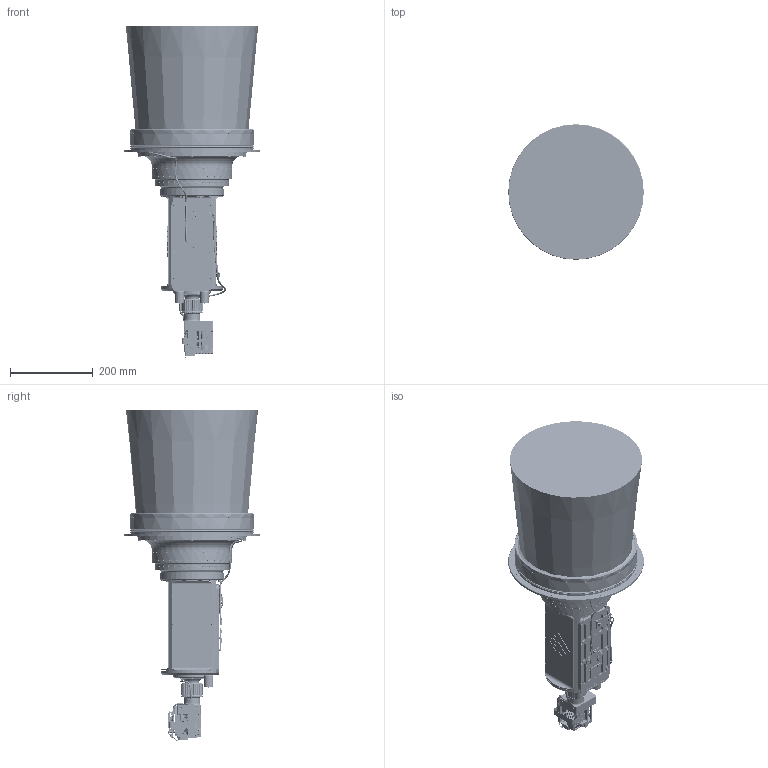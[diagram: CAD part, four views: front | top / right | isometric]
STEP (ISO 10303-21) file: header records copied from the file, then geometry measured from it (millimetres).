
FILE_DESCRIPTION (( 'STEP AP214' ), '1' );
FILE_NAME ('20-70043 Mechanical ICD, Ventus HD6-0.6 Rev A.STEP', '2024-03-21T17:12:26', ( '' ), ( '' ), 'SwSTEP 2.0', 'SolidWorks 2023', '' );
FILE_SCHEMA (( 'AUTOMOTIVE_DESIGN' ));
Length unit declared in the file: millimetre
Products named in the file (1): 20-70043 Mechanical ICD, Ventus HD6-0.6 Rev A
Bounding box: 328.37 x 328.37 x 804.3 mm (x, y, z)
Volume: 32088239.2 mm3; surface area: 1131896.3 mm2
Topology: 56 solids, 64 shells, 10222 faces, 26907 edges, 17358 vertices
Faces by surface type: plane 7178, cylinder 2043, cone 697, bspline 185, sphere 70, torus 49
Full cylindrical faces by diameter (mm): 0.203 x6, 0.3 x2, 0.4 x1, 0.508 x28, 0.8 x3, 0.9 x3, 0.991 x3, 1 x1, 1.191 x4, 1.2 x2, 1.25 x4, 1.3 x1, 1.5 x5, 1.524 x160, 1.626 x8, 1.778 x17, 1.8 x8, 2 x14, 2.05 x2, 2.375 x4, 2.388 x1, 2.438 x8, 2.5 x8, 2.8 x3, 3 x2, 3.175 x8, 3.3 x6, 3.4 x2, 3.572 x15, 3.6 x18
Entity records: 389801 total; most frequent: CARTESIAN_POINT 146223, ORIENTED_EDGE 51250, DIRECTION 47105, EDGE_CURVE 25625, LINE 20243, VECTOR 20243, VERTEX_POINT 16791, AXIS2_PLACEMENT_3D 13431
